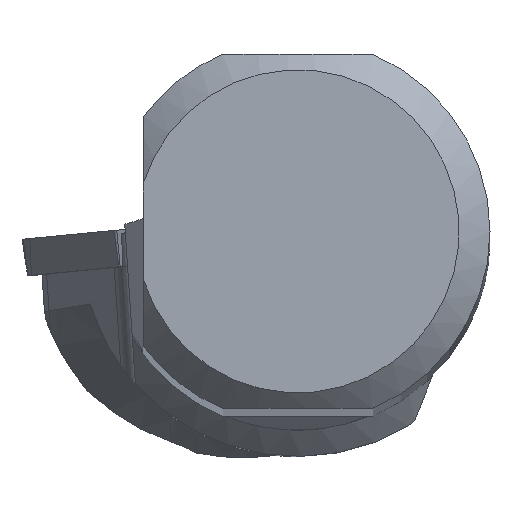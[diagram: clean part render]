
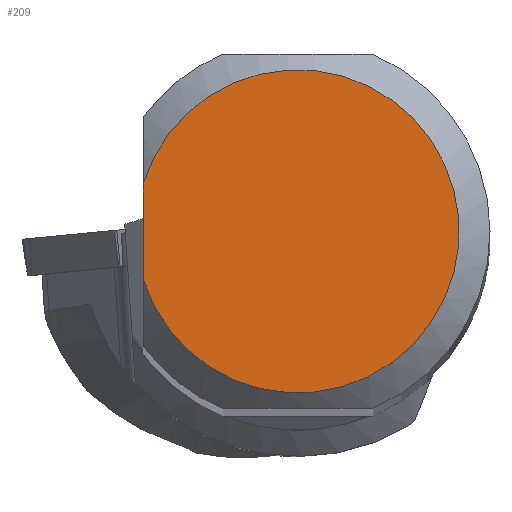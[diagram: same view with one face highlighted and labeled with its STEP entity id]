
A CAD part, top view. The second image highlights one B-rep face of the part: STEP entity #209.
In plain terms, the highlighted planar face has unit normal (0, 0, 1).
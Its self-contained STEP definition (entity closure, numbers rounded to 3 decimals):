
#162=FACE_OUTER_BOUND('',#412,.T.);
#209=ADVANCED_FACE('CU_SU_BP3',(#162),#240,.T.);
#240=PLANE('',#1094);
#293=LINE('',#1809,#344);
#344=VECTOR('',#1324,1.);
#412=EDGE_LOOP('',(#589,#590));
#589=ORIENTED_EDGE('',*,*,#875,.F.);
#590=ORIENTED_EDGE('',*,*,#876,.T.);
#765=VERTEX_POINT('',#1810);
#766=VERTEX_POINT('',#1811);
#875=EDGE_CURVE('',#765,#766,#293,.T.);
#876=EDGE_CURVE('',#765,#766,#925,.T.);
#925=CIRCLE('',#1093,10.491);
#1093=AXIS2_PLACEMENT_3D('',#1812,#1325,#1326);
#1094=AXIS2_PLACEMENT_3D('',#1813,#1327,#1328);
#1324=DIRECTION('',(0.,1.,0.));
#1325=DIRECTION('',(0.,0.,1.));
#1326=DIRECTION('',(1.,0.,0.));
#1327=DIRECTION('',(0.,0.,1.));
#1328=DIRECTION('',(1.,0.,0.));
#1809=CARTESIAN_POINT('',(-10.009,0.,0.));
#1810=CARTESIAN_POINT('',(-10.009,-3.145,0.));
#1811=CARTESIAN_POINT('',(-10.009,3.145,0.));
#1812=CARTESIAN_POINT('',(0.,0.,0.));
#1813=CARTESIAN_POINT('',(0.,0.,
0.));
